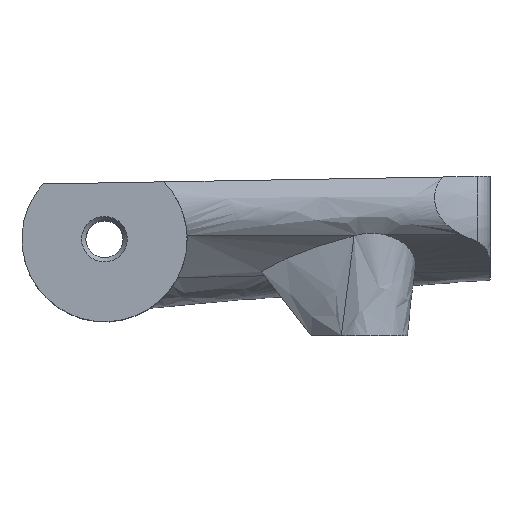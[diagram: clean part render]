
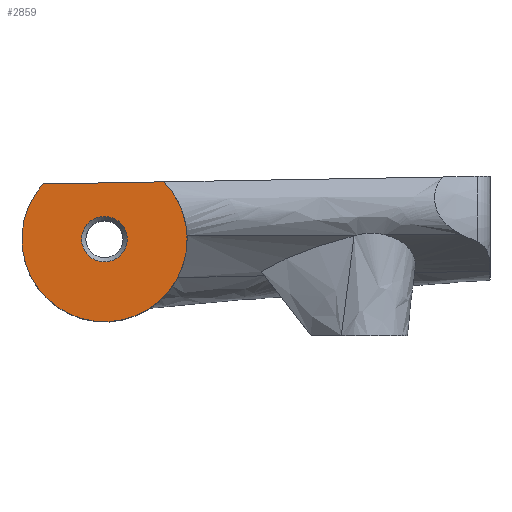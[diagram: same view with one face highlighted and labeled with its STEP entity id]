
A CAD part, top view. The second image highlights one B-rep face of the part: STEP entity #2859.
In plain terms, the highlighted planar face has unit normal (0, 0, 1).
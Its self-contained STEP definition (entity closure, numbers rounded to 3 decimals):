
#89 = CYLINDRICAL_SURFACE('',#90,6.);
#90 = AXIS2_PLACEMENT_3D('',#91,#92,#93);
#91 = CARTESIAN_POINT('',(12.,33.,268.05));
#92 = DIRECTION('',(0.,0.,-1.));
#93 = DIRECTION('',(1.,0.,0.));
#342 = PLANE('',#343);
#343 = AXIS2_PLACEMENT_3D('',#344,#345,#346);
#344 = CARTESIAN_POINT('',(7.,37.,0.));
#345 = DIRECTION('',(-0.018,1.,
    0.));
#346 = DIRECTION('',(1.,0.018,
    0.));
#816 = VERTEX_POINT('',#817);
#817 = CARTESIAN_POINT('',(7.536,37.009,282.95));
#839 = EDGE_CURVE('',#816,#840,#842,.T.);
#840 = VERTEX_POINT('',#841);
#841 = CARTESIAN_POINT('',(16.32,37.164,282.95));
#842 = SURFACE_CURVE('',#843,(#847,#853),.PCURVE_S1.);
#843 = LINE('',#844,#845);
#844 = CARTESIAN_POINT('',(9.464,37.043,282.95));
#845 = VECTOR('',#846,1.);
#846 = DIRECTION('',(1.,0.018,0.
    ));
#847 = PCURVE('',#342,#848);
#848 = DEFINITIONAL_REPRESENTATION('',(#849),#852);
#849 = B_SPLINE_CURVE_WITH_KNOTS('',1,(#850,#851),.UNSPECIFIED.,.F.,.F.,
  (2,2),(-2.465,8.537),.PIECEWISE_BEZIER_KNOTS.);
#850 = CARTESIAN_POINT('',(0.,-282.95));
#851 = CARTESIAN_POINT('',(11.002,-282.95));
#852 = ( GEOMETRIC_REPRESENTATION_CONTEXT(2) 
PARAMETRIC_REPRESENTATION_CONTEXT() REPRESENTATION_CONTEXT('2D SPACE',''
  ) );
#853 = PCURVE('',#854,#859);
#854 = PLANE('',#855);
#855 = AXIS2_PLACEMENT_3D('',#856,#857,#858);
#856 = CARTESIAN_POINT('',(12.,33.,282.95));
#857 = DIRECTION('',(0.,0.,-1.));
#858 = DIRECTION('',(0.,1.,0.));
#859 = DEFINITIONAL_REPRESENTATION('',(#860),#863);
#860 = B_SPLINE_CURVE_WITH_KNOTS('',1,(#861,#862),.UNSPECIFIED.,.F.,.F.,
  (2,2),(-2.465,8.537),.PIECEWISE_BEZIER_KNOTS.);
#861 = CARTESIAN_POINT('',(4.,-5.));
#862 = CARTESIAN_POINT('',(4.193,6.));
#863 = ( GEOMETRIC_REPRESENTATION_CONTEXT(2) 
PARAMETRIC_REPRESENTATION_CONTEXT() REPRESENTATION_CONTEXT('2D SPACE',''
  ) );
#1712 = EDGE_CURVE('',#816,#1713,#1715,.T.);
#1713 = VERTEX_POINT('',#1714);
#1714 = CARTESIAN_POINT('',(18.,33.,282.95));
#1715 = SURFACE_CURVE('',#1716,(#1721,#1728),.PCURVE_S1.);
#1716 = CIRCLE('',#1717,6.);
#1717 = AXIS2_PLACEMENT_3D('',#1718,#1719,#1720);
#1718 = CARTESIAN_POINT('',(12.,33.,282.95));
#1719 = DIRECTION('',(-0.,0.,1.));
#1720 = DIRECTION('',(1.,0.,0.));
#1721 = PCURVE('',#89,#1722);
#1722 = DEFINITIONAL_REPRESENTATION('',(#1723),#1727);
#1723 = LINE('',#1724,#1725);
#1724 = CARTESIAN_POINT('',(0.,-14.9));
#1725 = VECTOR('',#1726,1.);
#1726 = DIRECTION('',(-1.,0.));
#1727 = ( GEOMETRIC_REPRESENTATION_CONTEXT(2) 
PARAMETRIC_REPRESENTATION_CONTEXT() REPRESENTATION_CONTEXT('2D SPACE',''
  ) );
#1728 = PCURVE('',#854,#1729);
#1729 = DEFINITIONAL_REPRESENTATION('',(#1730),#1738);
#1730 = ( BOUNDED_CURVE() B_SPLINE_CURVE(2,(#1731,#1732,#1733,#1734,
#1735,#1736,#1737),.UNSPECIFIED.,.T.,.F.) B_SPLINE_CURVE_WITH_KNOTS((1,2
    ,2,2,2,1),(-2.094,0.,2.094,4.189,
6.283,8.378),.UNSPECIFIED.) CURVE() 
GEOMETRIC_REPRESENTATION_ITEM() RATIONAL_B_SPLINE_CURVE((1.,0.5,1.,0.5,
1.,0.5,1.)) REPRESENTATION_ITEM('') );
#1731 = CARTESIAN_POINT('',(0.,6.));
#1732 = CARTESIAN_POINT('',(10.392,6.));
#1733 = CARTESIAN_POINT('',(5.196,-3.));
#1734 = CARTESIAN_POINT('',(0.,-12.));
#1735 = CARTESIAN_POINT('',(-5.196,-3.));
#1736 = CARTESIAN_POINT('',(-10.392,6.));
#1737 = CARTESIAN_POINT('',(0.,6.));
#1738 = ( GEOMETRIC_REPRESENTATION_CONTEXT(2) 
PARAMETRIC_REPRESENTATION_CONTEXT() REPRESENTATION_CONTEXT('2D SPACE',''
  ) );
#1740 = EDGE_CURVE('',#1713,#840,#1741,.T.);
#1741 = SURFACE_CURVE('',#1742,(#1747,#1754),.PCURVE_S1.);
#1742 = CIRCLE('',#1743,6.);
#1743 = AXIS2_PLACEMENT_3D('',#1744,#1745,#1746);
#1744 = CARTESIAN_POINT('',(12.,33.,282.95));
#1745 = DIRECTION('',(-0.,0.,1.));
#1746 = DIRECTION('',(1.,0.,0.));
#1747 = PCURVE('',#89,#1748);
#1748 = DEFINITIONAL_REPRESENTATION('',(#1749),#1753);
#1749 = LINE('',#1750,#1751);
#1750 = CARTESIAN_POINT('',(-6.283,-14.9));
#1751 = VECTOR('',#1752,1.);
#1752 = DIRECTION('',(-1.,0.));
#1753 = ( GEOMETRIC_REPRESENTATION_CONTEXT(2) 
PARAMETRIC_REPRESENTATION_CONTEXT() REPRESENTATION_CONTEXT('2D SPACE',''
  ) );
#1754 = PCURVE('',#854,#1755);
#1755 = DEFINITIONAL_REPRESENTATION('',(#1756),#1764);
#1756 = ( BOUNDED_CURVE() B_SPLINE_CURVE(2,(#1757,#1758,#1759,#1760,
#1761,#1762,#1763),.UNSPECIFIED.,.T.,.F.) B_SPLINE_CURVE_WITH_KNOTS((1,2
    ,2,2,2,1),(-2.094,0.,2.094,4.189,
6.283,8.378),.UNSPECIFIED.) CURVE() 
GEOMETRIC_REPRESENTATION_ITEM() RATIONAL_B_SPLINE_CURVE((1.,0.5,1.,0.5,
1.,0.5,1.)) REPRESENTATION_ITEM('') );
#1757 = CARTESIAN_POINT('',(0.,6.));
#1758 = CARTESIAN_POINT('',(10.392,6.));
#1759 = CARTESIAN_POINT('',(5.196,-3.));
#1760 = CARTESIAN_POINT('',(0.,-12.));
#1761 = CARTESIAN_POINT('',(-5.196,-3.));
#1762 = CARTESIAN_POINT('',(-10.392,6.));
#1763 = CARTESIAN_POINT('',(0.,6.));
#1764 = ( GEOMETRIC_REPRESENTATION_CONTEXT(2) 
PARAMETRIC_REPRESENTATION_CONTEXT() REPRESENTATION_CONTEXT('2D SPACE',''
  ) );
#2859 = ADVANCED_FACE('',(#2860,#2865),#854,.F.);
#2860 = FACE_BOUND('',#2861,.F.);
#2861 = EDGE_LOOP('',(#2862,#2863,#2864));
#2862 = ORIENTED_EDGE('',*,*,#1740,.F.);
#2863 = ORIENTED_EDGE('',*,*,#1712,.F.);
#2864 = ORIENTED_EDGE('',*,*,#839,.T.);
#2865 = FACE_BOUND('',#2866,.F.);
#2866 = EDGE_LOOP('',(#2867));
#2867 = ORIENTED_EDGE('',*,*,#2868,.T.);
#2868 = EDGE_CURVE('',#2869,#2869,#2871,.T.);
#2869 = VERTEX_POINT('',#2870);
#2870 = CARTESIAN_POINT('',(13.658,33.,282.95));
#2871 = SURFACE_CURVE('',#2872,(#2877,#2888),.PCURVE_S1.);
#2872 = CIRCLE('',#2873,1.658);
#2873 = AXIS2_PLACEMENT_3D('',#2874,#2875,#2876);
#2874 = CARTESIAN_POINT('',(12.,33.,282.95));
#2875 = DIRECTION('',(0.,0.,1.));
#2876 = DIRECTION('',(1.,0.,0.));
#2877 = PCURVE('',#854,#2878);
#2878 = DEFINITIONAL_REPRESENTATION('',(#2879),#2887);
#2879 = ( BOUNDED_CURVE() B_SPLINE_CURVE(2,(#2880,#2881,#2882,#2883,
#2884,#2885,#2886),.UNSPECIFIED.,.T.,.F.) B_SPLINE_CURVE_WITH_KNOTS((1,2
    ,2,2,2,1),(-2.094,0.,2.094,4.189,
6.283,8.378),.UNSPECIFIED.) CURVE() 
GEOMETRIC_REPRESENTATION_ITEM() RATIONAL_B_SPLINE_CURVE((1.,0.5,1.,0.5,
1.,0.5,1.)) REPRESENTATION_ITEM('') );
#2880 = CARTESIAN_POINT('',(0.,1.658));
#2881 = CARTESIAN_POINT('',(2.872,1.658));
#2882 = CARTESIAN_POINT('',(1.436,-0.829));
#2883 = CARTESIAN_POINT('',(0.,-3.316));
#2884 = CARTESIAN_POINT('',(-1.436,-0.829));
#2885 = CARTESIAN_POINT('',(-2.872,1.658));
#2886 = CARTESIAN_POINT('',(0.,1.658));
#2887 = ( GEOMETRIC_REPRESENTATION_CONTEXT(2) 
PARAMETRIC_REPRESENTATION_CONTEXT() REPRESENTATION_CONTEXT('2D SPACE',''
  ) );
#2888 = PCURVE('',#2889,#2894);
#2889 = CONICAL_SURFACE('',#2890,1.35,0.698);
#2890 = AXIS2_PLACEMENT_3D('',#2891,#2892,#2893);
#2891 = CARTESIAN_POINT('',(12.,33.,282.583));
#2892 = DIRECTION('',(0.,0.,1.));
#2893 = DIRECTION('',(1.,0.,0.));
#2894 = DEFINITIONAL_REPRESENTATION('',(#2895),#2899);
#2895 = LINE('',#2896,#2897);
#2896 = CARTESIAN_POINT('',(-6.283,0.367));
#2897 = VECTOR('',#2898,1.);
#2898 = DIRECTION('',(1.,-0.));
#2899 = ( GEOMETRIC_REPRESENTATION_CONTEXT(2) 
PARAMETRIC_REPRESENTATION_CONTEXT() REPRESENTATION_CONTEXT('2D SPACE',''
  ) );
